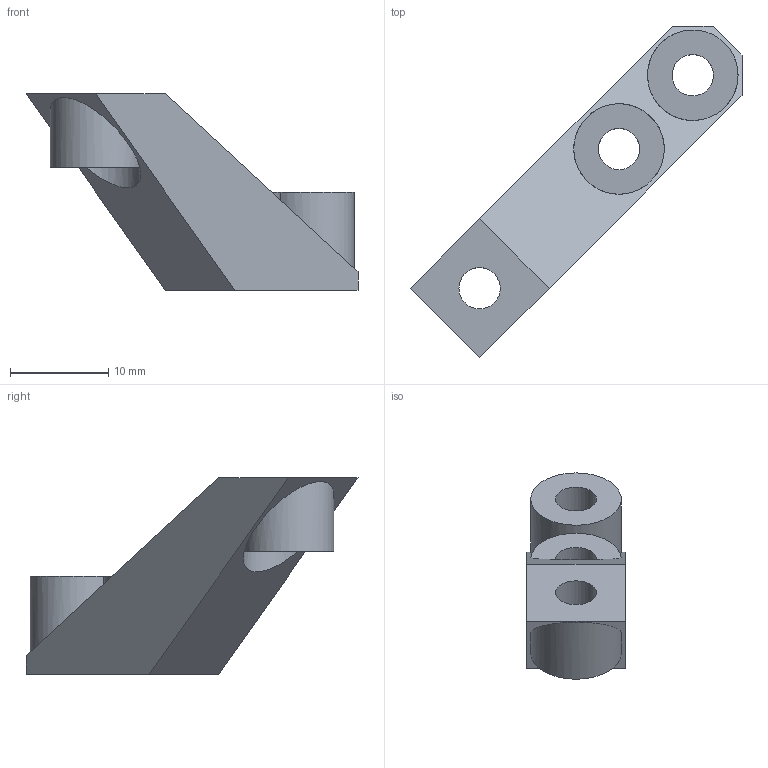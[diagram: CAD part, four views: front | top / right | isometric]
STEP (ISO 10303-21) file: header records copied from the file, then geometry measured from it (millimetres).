
FILE_DESCRIPTION(/* description */ ('STEP AP242','CAx-IF Rec.Pracs.---Representation and Presentation of Product Manufacturing Information (PMI)---4.0---2014-10-13','CAx-IF Rec.Pracs.---3D Tessellated Geometry---0.4---2014-09-14','2;1'),/* implementation_level */ '2;1');
FILE_NAME(/* name */ '68846107f25bc1275c3c7224',/* time_stamp */ '2025-07-26T05:00:55Z',/* author */ (''),/* organization */ (''),/* preprocessor_version */ 'ST-DEVELOPER v20',/* originating_system */ 'ONSHAPE BY PTC INC, 1.201',/* authorisation */ ' ');
FILE_SCHEMA (('AP242_MANAGED_MODEL_BASED_3D_ENGINEERING_MIM_LF { 1 0 10303 442 1 1 4 }'));
Length unit declared in the file: metre
Products named in the file (1): support leg diagonal
Bounding box: 33.74 x 33.74 x 20 mm (x, y, z)
Volume: 3273.2 mm3; surface area: 2119.4 mm2
Topology: 1 solids, 1 shells, 20 faces, 42 edges, 27 vertices
Faces by surface type: plane 11, cylinder 8, torus 1
Full cylindrical faces by diameter (mm): 4.2 x3, 9.2 x1
Entity records: 530 total; most frequent: DIRECTION 94, CARTESIAN_POINT 81, ORIENTED_EDGE 70, AXIS2_PLACEMENT_3D 38, EDGE_CURVE 35, EDGE_LOOP 34, FACE_BOUND 34, VERTEX_POINT 25
